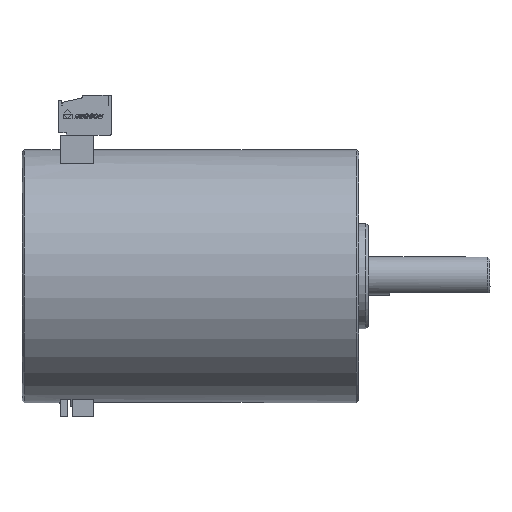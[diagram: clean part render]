
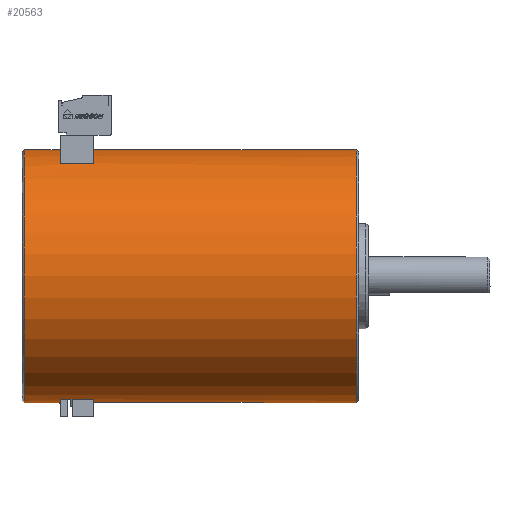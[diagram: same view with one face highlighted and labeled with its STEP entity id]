
A CAD part, left-side view. The second image highlights one B-rep face of the part: STEP entity #20563.
In plain terms, the highlighted cylindrical face has radius 26.5 mm (diameter 53 mm), a full revolution.
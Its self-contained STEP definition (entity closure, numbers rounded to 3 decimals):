
#50=FACE_BOUND('',#2281,.T.);
#51=FACE_BOUND('',#2282,.T.);
#165=ELLIPSE('',#21719,28.541,26.5);
#1162=FACE_OUTER_BOUND('',#2280,.T.);
#2280=EDGE_LOOP('',(#14409,#14410,#14411,#14412,#14413));
#2281=EDGE_LOOP('',(#14414,#14415,#14416,#14417,#14418,#14419,#14420,#14421,
#14422,#14423,#14424,#14425));
#2282=EDGE_LOOP('',(#14426,#14427,#14428,#14429));
#3465=CIRCLE('',#21713,26.5);
#3466=CIRCLE('',#21714,26.5);
#3467=CIRCLE('',#21715,26.5);
#3468=CIRCLE('',#21716,26.5);
#3469=CIRCLE('',#21717,26.5);
#3470=CIRCLE('',#21718,26.5);
#3471=CIRCLE('',#21720,26.5);
#3472=CIRCLE('',#21721,26.5);
#3980=LINE('',#33433,#6508);
#3981=LINE('',#33437,#6509);
#3982=LINE('',#33441,#6510);
#3983=LINE('',#33443,#6511);
#3984=LINE('',#33445,#6512);
#3985=LINE('',#33449,#6513);
#3986=LINE('',#33451,#6514);
#3987=LINE('',#33453,#6515);
#3988=LINE('',#33457,#6516);
#3989=LINE('',#33461,#6517);
#3990=LINE('',#33465,#6518);
#6508=VECTOR('',#23300,26.5);
#6509=VECTOR('',#23303,1000.);
#6510=VECTOR('',#23306,1000.);
#6511=VECTOR('',#23307,1000.);
#6512=VECTOR('',#23308,1000.);
#6513=VECTOR('',#23311,1000.);
#6514=VECTOR('',#23312,1000.);
#6515=VECTOR('',#23313,1000.);
#6516=VECTOR('',#23316,1000.);
#6517=VECTOR('',#23319,10.);
#6518=VECTOR('',#23322,10.);
#9128=VERTEX_POINT('',#33428);
#9129=VERTEX_POINT('',#33429);
#9130=VERTEX_POINT('',#33432);
#9131=VERTEX_POINT('',#33435);
#9132=VERTEX_POINT('',#33436);
#9133=VERTEX_POINT('',#33438);
#9134=VERTEX_POINT('',#33440);
#9135=VERTEX_POINT('',#33442);
#9136=VERTEX_POINT('',#33444);
#9137=VERTEX_POINT('',#33446);
#9138=VERTEX_POINT('',#33448);
#9139=VERTEX_POINT('',#33450);
#9140=VERTEX_POINT('',#33452);
#9141=VERTEX_POINT('',#33454);
#9142=VERTEX_POINT('',#33456);
#9143=VERTEX_POINT('',#33459);
#9144=VERTEX_POINT('',#33460);
#9145=VERTEX_POINT('',#33462);
#9146=VERTEX_POINT('',#33464);
#11205=EDGE_CURVE('',#9128,#9129,#3465,.T.);
#11206=EDGE_CURVE('',#9129,#9128,#3466,.T.);
#11207=EDGE_CURVE('',#9128,#9130,#3980,.T.);
#11208=EDGE_CURVE('',#9130,#9130,#3467,.T.);
#11209=EDGE_CURVE('',#9131,#9132,#3981,.T.);
#11210=EDGE_CURVE('',#9132,#9133,#3468,.T.);
#11211=EDGE_CURVE('',#9134,#9133,#3982,.T.);
#11212=EDGE_CURVE('',#9134,#9135,#3983,.T.);
#11213=EDGE_CURVE('',#9135,#9136,#3984,.T.);
#11214=EDGE_CURVE('',#9137,#9136,#3469,.T.);
#11215=EDGE_CURVE('',#9137,#9138,#3985,.T.);
#11216=EDGE_CURVE('',#9138,#9139,#3986,.T.);
#11217=EDGE_CURVE('',#9140,#9139,#3987,.T.);
#11218=EDGE_CURVE('',#9140,#9141,#3470,.T.);
#11219=EDGE_CURVE('',#9141,#9142,#3988,.T.);
#11220=EDGE_CURVE('',#9142,#9131,#165,.T.);
#11221=EDGE_CURVE('',#9143,#9144,#3989,.T.);
#11222=EDGE_CURVE('',#9144,#9145,#3471,.T.);
#11223=EDGE_CURVE('',#9145,#9146,#3990,.T.);
#11224=EDGE_CURVE('',#9146,#9143,#3472,.T.);
#14409=ORIENTED_EDGE('',*,*,#11205,.T.);
#14410=ORIENTED_EDGE('',*,*,#11206,.T.);
#14411=ORIENTED_EDGE('',*,*,#11207,.T.);
#14412=ORIENTED_EDGE('',*,*,#11208,.T.);
#14413=ORIENTED_EDGE('',*,*,#11207,.F.);
#14414=ORIENTED_EDGE('',*,*,#11209,.T.);
#14415=ORIENTED_EDGE('',*,*,#11210,.T.);
#14416=ORIENTED_EDGE('',*,*,#11211,.F.);
#14417=ORIENTED_EDGE('',*,*,#11212,.T.);
#14418=ORIENTED_EDGE('',*,*,#11213,.T.);
#14419=ORIENTED_EDGE('',*,*,#11214,.F.);
#14420=ORIENTED_EDGE('',*,*,#11215,.T.);
#14421=ORIENTED_EDGE('',*,*,#11216,.T.);
#14422=ORIENTED_EDGE('',*,*,#11217,.F.);
#14423=ORIENTED_EDGE('',*,*,#11218,.T.);
#14424=ORIENTED_EDGE('',*,*,#11219,.T.);
#14425=ORIENTED_EDGE('',*,*,#11220,.T.);
#14426=ORIENTED_EDGE('',*,*,#11221,.T.);
#14427=ORIENTED_EDGE('',*,*,#11222,.T.);
#14428=ORIENTED_EDGE('',*,*,#11223,.T.);
#14429=ORIENTED_EDGE('',*,*,#11224,.T.);
#20113=CYLINDRICAL_SURFACE('',#21712,26.5);
#20563=ADVANCED_FACE('',(#1162,#50,#51),#20113,.T.);
#21712=AXIS2_PLACEMENT_3D('',#33427,#23294,#23295);
#21713=AXIS2_PLACEMENT_3D('',#33430,#23296,#23297);
#21714=AXIS2_PLACEMENT_3D('',#33431,#23298,#23299);
#21715=AXIS2_PLACEMENT_3D('',#33434,#23301,#23302);
#21716=AXIS2_PLACEMENT_3D('',#33439,#23304,#23305);
#21717=AXIS2_PLACEMENT_3D('',#33447,#23309,#23310);
#21718=AXIS2_PLACEMENT_3D('',#33455,#23314,#23315);
#21719=AXIS2_PLACEMENT_3D('',#33458,#23317,#23318);
#21720=AXIS2_PLACEMENT_3D('',#33463,#23320,#23321);
#21721=AXIS2_PLACEMENT_3D('',#33466,#23323,#23324);
#23294=DIRECTION('center_axis',(0.,-1.,
0.));
#23295=DIRECTION('ref_axis',(1.,0.,0.));
#23296=DIRECTION('center_axis',(0.,1.,
0.));
#23297=DIRECTION('ref_axis',(1.,0.,0.));
#23298=DIRECTION('center_axis',(0.,1.,
0.));
#23299=DIRECTION('ref_axis',(1.,0.,0.));
#23300=DIRECTION('',(0.,1.,0.));
#23301=DIRECTION('center_axis',(0.,-1.,
0.));
#23302=DIRECTION('ref_axis',(1.,0.,0.));
#23303=DIRECTION('',(0.,-1.,0.));
#23304=DIRECTION('center_axis',(0.,1.,
0.));
#23305=DIRECTION('ref_axis',(1.,0.,0.));
#23306=DIRECTION('',(0.,1.,0.));
#23307=DIRECTION('',(0.,-1.,0.));
#23308=DIRECTION('',(0.,-1.,0.));
#23309=DIRECTION('center_axis',(0.,1.,
0.));
#23310=DIRECTION('ref_axis',(0.,0.,1.));
#23311=DIRECTION('',(0.,1.,0.));
#23312=DIRECTION('',(0.,1.,0.));
#23313=DIRECTION('',(0.,-1.,0.));
#23314=DIRECTION('center_axis',(0.,1.,
0.));
#23315=DIRECTION('ref_axis',(1.,0.,0.));
#23316=DIRECTION('',(0.,1.,0.));
#23317=DIRECTION('center_axis',(0.,0.928,
-0.371));
#23318=DIRECTION('ref_axis',(0.,0.371,0.928));
#23319=DIRECTION('',(0.,1.,0.));
#23320=DIRECTION('center_axis',(0.,1.,
0.));
#23321=DIRECTION('ref_axis',(0.,0.,1.));
#23322=DIRECTION('',(0.,-1.,0.));
#23323=DIRECTION('center_axis',(0.,-1.,
0.));
#23324=DIRECTION('ref_axis',(0.,0.,1.));
#33427=CARTESIAN_POINT('Origin',(0.,49.75,
-10.));
#33428=CARTESIAN_POINT('',(-26.5,7.5,-10.));
#33429=CARTESIAN_POINT('',(26.5,7.5,-10.));
#33430=CARTESIAN_POINT('Origin',(0.,7.5,-10.));
#33431=CARTESIAN_POINT('Origin',(0.,7.5,-10.));
#33432=CARTESIAN_POINT('',(-26.5,77.,-10.));
#33433=CARTESIAN_POINT('',(-26.5,49.75,-10.));
#33434=CARTESIAN_POINT('Origin',(0.,77.,
-10.));
#33435=CARTESIAN_POINT('',(-2.5,69.746,-36.382));
#33436=CARTESIAN_POINT('',(-2.5,69.5,-36.382));
#33437=CARTESIAN_POINT('',(-2.5,49.75,-36.382));
#33438=CARTESIAN_POINT('',(-6.,69.5,-35.812));
#33439=CARTESIAN_POINT('Origin',(0.,69.5,-10.));
#33440=CARTESIAN_POINT('',(-6.,68.,-35.812));
#33441=CARTESIAN_POINT('',(-6.,69.5,-35.812));
#33442=CARTESIAN_POINT('',(-6.,67.,-35.812));
#33443=CARTESIAN_POINT('',(-6.,49.75,-35.812));
#33444=CARTESIAN_POINT('',(-6.,62.5,-35.812));
#33445=CARTESIAN_POINT('',(-6.,49.75,-35.812));
#33446=CARTESIAN_POINT('',(6.,62.5,-35.812));
#33447=CARTESIAN_POINT('Origin',(0.,62.5,
-10.));
#33448=CARTESIAN_POINT('',(6.,67.,-35.812));
#33449=CARTESIAN_POINT('',(6.,49.75,-35.812));
#33450=CARTESIAN_POINT('',(6.,68.,-35.812));
#33451=CARTESIAN_POINT('',(6.,49.75,-35.812));
#33452=CARTESIAN_POINT('',(6.,69.5,-35.812));
#33453=CARTESIAN_POINT('',(6.,62.5,-35.812));
#33454=CARTESIAN_POINT('',(2.5,69.5,-36.382));
#33455=CARTESIAN_POINT('Origin',(0.,69.5,-10.));
#33456=CARTESIAN_POINT('',(2.5,69.746,-36.382));
#33457=CARTESIAN_POINT('',(2.5,49.75,-36.382));
#33458=CARTESIAN_POINT('Origin',(0.,80.298,
-10.));
#33459=CARTESIAN_POINT('',(-12.,62.5,13.627));
#33460=CARTESIAN_POINT('',(-12.,69.5,13.627));
#33461=CARTESIAN_POINT('',(-12.,42.25,13.627));
#33462=CARTESIAN_POINT('',(12.,69.5,13.627));
#33463=CARTESIAN_POINT('Origin',(0.,69.5,
-10.));
#33464=CARTESIAN_POINT('',(12.,62.5,13.627));
#33465=CARTESIAN_POINT('',(12.,28.5,13.627));
#33466=CARTESIAN_POINT('Origin',(0.,62.5,
-10.));
